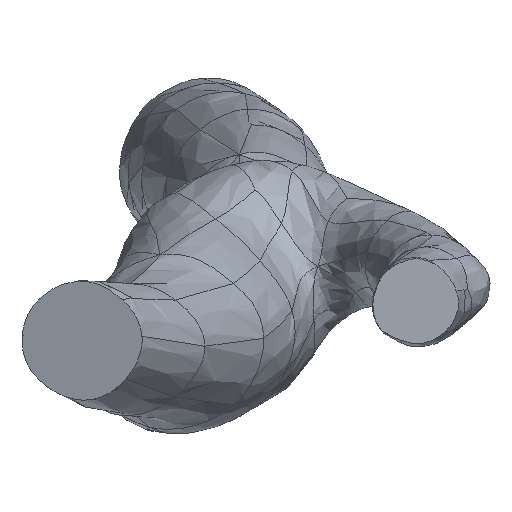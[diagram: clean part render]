
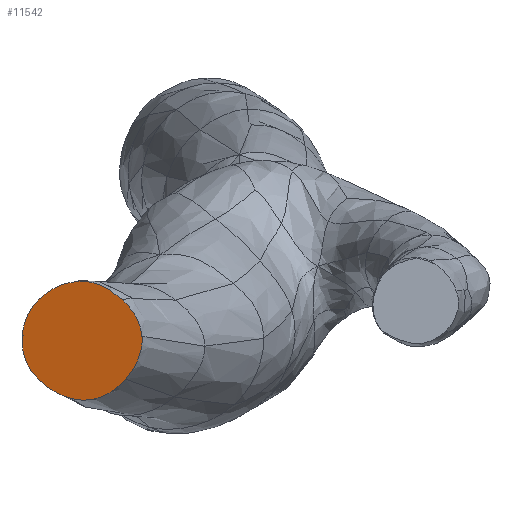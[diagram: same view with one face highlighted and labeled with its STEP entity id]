
A CAD part, top view. The second image highlights one B-rep face of the part: STEP entity #11542.
In plain terms, the highlighted planar face has unit normal (-0.316, 0, 0.949).
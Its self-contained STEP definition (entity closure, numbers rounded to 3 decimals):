
#49 = CARTESIAN_POINT ( 'NONE',  ( -1.5, 1.005, 22.712 ) ) ;
#457 = CARTESIAN_POINT ( 'NONE',  ( -4.306, 1.189, 21.777 ) ) ;
#631 = B_SPLINE_CURVE_WITH_KNOTS ( 'NONE', 3,
 ( #7341, #969, #1888, #8244, #2807, #9169, #3707, #10086, #4621, #10993 ),
 .UNSPECIFIED., .F., .F.,
 ( 4, 2, 2, 2, 4 ),
 ( 0., 0.001, 0.001, 0.002, 0.002 ),
 .UNSPECIFIED. ) ;
#698 = CARTESIAN_POINT ( 'NONE',  ( -0.84, -0.051, 22.932 ) ) ;
#717 = CARTESIAN_POINT ( 'NONE',  ( -4.257, -2.075, 21.793 ) ) ;
#737 = AXIS2_PLACEMENT_3D ( 'NONE', #2539, #8897, #3436 ) ;
#740 = CARTESIAN_POINT ( 'NONE',  ( -0.787, -0.448, 22.95 ) ) ;
#798 = B_SPLINE_CURVE_WITH_KNOTS ( 'NONE', 3,
 ( #10699, #6170, #698, #7074, #1631, #7985, #2540, #8898 ),
 .UNSPECIFIED., .F., .F.,
 ( 4, 2, 2, 4 ),
 ( 0., 0., 0.001, 0.002 ),
 .UNSPECIFIED. ) ;
#891 = EDGE_CURVE ( 'NONE', #3406, #6547, #5653, .T. ) ;
#959 = CARTESIAN_POINT ( 'NONE',  ( -1.749, 1.213, 22.629 ) ) ;
#969 = CARTESIAN_POINT ( 'NONE',  ( -3.187, -2.576, 22.15 ) ) ;
#1385 = CARTESIAN_POINT ( 'NONE',  ( -4.573, 0.948, 21.688 ) ) ;
#1631 = CARTESIAN_POINT ( 'NONE',  ( -0.967, 0.309, 22.89 ) ) ;
#1647 = CARTESIAN_POINT ( 'NONE',  ( -3.838, -2.351, 21.933 ) ) ;
#1881 = CARTESIAN_POINT ( 'NONE',  ( -2.155, 1.472, 22.493 ) ) ;
#1888 = CARTESIAN_POINT ( 'NONE',  ( -3.003, -2.598, 22.211 ) ) ;
#1957 = VERTEX_POINT ( 'NONE', #10527 ) ;
#2301 = CARTESIAN_POINT ( 'NONE',  ( -4.795, 0.658, 21.613 ) ) ;
#2501 = ORIENTED_EDGE ( 'NONE', *, *, #8045, .T. ) ;
#2519 = CARTESIAN_POINT ( 'NONE',  ( -5.101, -0.535, 21.511 ) ) ;
#2539 = CARTESIAN_POINT ( 'NONE',  ( -8.557, -3.851, 20.359 ) ) ;
#2540 = CARTESIAN_POINT ( 'NONE',  ( -1.315, 0.836, 22.773 ) ) ;
#2557 = CARTESIAN_POINT ( 'NONE',  ( -3.364, -2.526, 22.091 ) ) ;
#2797 = CARTESIAN_POINT ( 'NONE',  ( -2.603, 1.637, 22.344 ) ) ;
#2807 = CARTESIAN_POINT ( 'NONE',  ( -2.46, -2.546, 22.392 ) ) ;
#3195 = CARTESIAN_POINT ( 'NONE',  ( -5.012, 0.217, 21.541 ) ) ;
#3406 = VERTEX_POINT ( 'NONE', #9930 ) ;
#3416 = CARTESIAN_POINT ( 'NONE',  ( -5.043, -0.926, 21.531 ) ) ;
#3436 = DIRECTION ( 'NONE',  ( -0.949, 0., -0.316 ) ) ;
#3697 = CARTESIAN_POINT ( 'NONE',  ( -3.073, 1.671, 22.187 ) ) ;
#3707 = CARTESIAN_POINT ( 'NONE',  ( -1.953, -2.335, 22.561 ) ) ;
#4108 = CARTESIAN_POINT ( 'NONE',  ( -5.091, -0.272, 21.515 ) ) ;
#4228 = EDGE_CURVE ( 'NONE', #6547, #5535, #798, .T. ) ;
#4325 = CARTESIAN_POINT ( 'NONE',  ( -4.911, -1.294, 21.575 ) ) ;
#4347 = CARTESIAN_POINT ( 'NONE',  ( -1.063, -1.39, 22.858 ) ) ;
#4606 = ORIENTED_EDGE ( 'NONE', *, *, #9991, .T. ) ;
#4621 = CARTESIAN_POINT ( 'NONE',  ( -1.522, -1.981, 22.705 ) ) ;
#4775 = CARTESIAN_POINT ( 'NONE',  ( -3.465, 1.616, 22.057 ) ) ;
#4848 = B_SPLINE_CURVE_WITH_KNOTS ( 'NONE', 3,
 ( #49, #5515, #959, #7333, #1881, #8236, #2797, #9161, #3697, #10076 ),
 .UNSPECIFIED., .F., .F.,
 ( 4, 2, 2, 2, 4 ),
 ( 0., 0.001, 0.001, 0.002, 0.002 ),
 .UNSPECIFIED. ) ;
#5001 = CARTESIAN_POINT ( 'NONE',  ( -3.689, 1.548, 21.982 ) ) ;
#5264 = CARTESIAN_POINT ( 'NONE',  ( -4.709, -1.627, 21.642 ) ) ;
#5286 = CARTESIAN_POINT ( 'NONE',  ( -0.886, -1.008, 22.916 ) ) ;
#5515 = CARTESIAN_POINT ( 'NONE',  ( -1.62, 1.115, 22.672 ) ) ;
#5535 = VERTEX_POINT ( 'NONE', #6537 ) ;
#5566 = ORIENTED_EDGE ( 'NONE', *, *, #10710, .T. ) ;
#5653 = B_SPLINE_CURVE_WITH_KNOTS ( 'NONE', 3,
 ( #8896, #7984, #9820, #4347, #10736, #5286, #11629, #6207, #740, #7110 ),
 .UNSPECIFIED., .F., .F.,
 ( 4, 2, 2, 2, 4 ),
 ( 0., 0., 0.001, 0.001, 0.002 ),
 .UNSPECIFIED. ) ;
#5931 = CARTESIAN_POINT ( 'NONE',  ( -4.111, 1.327, 21.841 ) ) ;
#5984 = CARTESIAN_POINT ( 'NONE',  ( -3.364, -2.526, 22.091 ) ) ;
#6040 = CARTESIAN_POINT ( 'NONE',  ( -0.8, -0.304, 22.945 ) ) ;
#6066 = CARTESIAN_POINT ( 'NONE',  ( -5.091, -0.272, 21.515 ) ) ;
#6170 = CARTESIAN_POINT ( 'NONE',  ( -0.814, -0.176, 22.94 ) ) ;
#6187 = CARTESIAN_POINT ( 'NONE',  ( -4.45, -1.911, 21.728 ) ) ;
#6207 = CARTESIAN_POINT ( 'NONE',  ( -0.792, -0.59, 22.948 ) ) ;
#6537 = CARTESIAN_POINT ( 'NONE',  ( -1.5, 1.005, 22.712 ) ) ;
#6547 = VERTEX_POINT ( 'NONE', #6040 ) ;
#6837 = CARTESIAN_POINT ( 'NONE',  ( -4.399, 1.114, 21.746 ) ) ;
#7057 = VERTEX_POINT ( 'NONE', #5984 ) ;
#7074 = CARTESIAN_POINT ( 'NONE',  ( -0.915, 0.191, 22.907 ) ) ;
#7093 = CARTESIAN_POINT ( 'NONE',  ( -4.155, -2.15, 21.827 ) ) ;
#7110 = CARTESIAN_POINT ( 'NONE',  ( -0.8, -0.304, 22.945 ) ) ;
#7333 = CARTESIAN_POINT ( 'NONE',  ( -2.016, 1.394, 22.54 ) ) ;
#7341 = CARTESIAN_POINT ( 'NONE',  ( -3.364, -2.526, 22.091 ) ) ;
#7433 = VERTEX_POINT ( 'NONE', #8298 ) ;
#7742 = CARTESIAN_POINT ( 'NONE',  ( -4.654, 0.856, 21.661 ) ) ;
#7984 = CARTESIAN_POINT ( 'NONE',  ( -1.307, -1.733, 22.776 ) ) ;
#7985 = CARTESIAN_POINT ( 'NONE',  ( -1.154, 0.639, 22.827 ) ) ;
#8001 = CARTESIAN_POINT ( 'NONE',  ( -3.606, -2.458, 22.01 ) ) ;
#8045 = EDGE_CURVE ( 'NONE', #5535, #1957, #4848, .T. ) ;
#8214 = FACE_OUTER_BOUND ( 'NONE', #11725, .T. ) ;
#8236 = CARTESIAN_POINT ( 'NONE',  ( -2.448, 1.592, 22.396 ) ) ;
#8244 = CARTESIAN_POINT ( 'NONE',  ( -2.64, -2.582, 22.332 ) ) ;
#8298 = CARTESIAN_POINT ( 'NONE',  ( -5.091, -0.272, 21.515 ) ) ;
#8337 = ORIENTED_EDGE ( 'NONE', *, *, #8403, .T. ) ;
#8403 = EDGE_CURVE ( 'NONE', #7433, #7057, #11539, .T. ) ;
#8655 = CARTESIAN_POINT ( 'NONE',  ( -4.856, 0.553, 21.593 ) ) ;
#8721 = B_SPLINE_CURVE_WITH_KNOTS ( 'NONE', 3,
 ( #11320, #4775, #5001, #11355, #5931, #457, #6837, #1385, #7742, #2301, #8655, #3195, #9591, #4108 ),
 .UNSPECIFIED., .F., .F.,
 ( 4, 2, 2, 2, 2, 2, 4 ),
 ( 0., 0.001, 0.001, 0.001, 0.002, 0.002, 0.003 ),
 .UNSPECIFIED. ) ;
#8875 = CARTESIAN_POINT ( 'NONE',  ( -5.071, -0.797, 21.521 ) ) ;
#8896 = CARTESIAN_POINT ( 'NONE',  ( -1.399, -1.838, 22.746 ) ) ;
#8897 = DIRECTION ( 'NONE',  ( 0.316, 0., -0.949 ) ) ;
#8898 = CARTESIAN_POINT ( 'NONE',  ( -1.5, 1.005, 22.712 ) ) ;
#8901 = ORIENTED_EDGE ( 'NONE', *, *, #891, .T. ) ;
#9161 = CARTESIAN_POINT ( 'NONE',  ( -2.916, 1.679, 22.24 ) ) ;
#9169 = CARTESIAN_POINT ( 'NONE',  ( -2.115, -2.421, 22.507 ) ) ;
#9591 = CARTESIAN_POINT ( 'NONE',  ( -5.068, -0.024, 21.522 ) ) ;
#9802 = CARTESIAN_POINT ( 'NONE',  ( -4.963, -1.174, 21.558 ) ) ;
#9820 = CARTESIAN_POINT ( 'NONE',  ( -1.218, -1.625, 22.806 ) ) ;
#9930 = CARTESIAN_POINT ( 'NONE',  ( -1.399, -1.838, 22.746 ) ) ;
#9991 = EDGE_CURVE ( 'NONE', #1957, #7433, #8721, .T. ) ;
#10076 = CARTESIAN_POINT ( 'NONE',  ( -3.231, 1.649, 22.135 ) ) ;
#10086 = CARTESIAN_POINT ( 'NONE',  ( -1.652, -2.114, 22.661 ) ) ;
#10527 = CARTESIAN_POINT ( 'NONE',  ( -3.231, 1.649, 22.135 ) ) ;
#10698 = PLANE ( 'NONE',  #737 ) ;
#10699 = CARTESIAN_POINT ( 'NONE',  ( -0.8, -0.304, 22.945 ) ) ;
#10710 = EDGE_CURVE ( 'NONE', #7057, #3406, #631, .T. ) ;
#10715 = CARTESIAN_POINT ( 'NONE',  ( -4.784, -1.522, 21.617 ) ) ;
#10736 = CARTESIAN_POINT ( 'NONE',  ( -0.996, -1.266, 22.88 ) ) ;
#10993 = CARTESIAN_POINT ( 'NONE',  ( -1.399, -1.838, 22.746 ) ) ;
#11320 = CARTESIAN_POINT ( 'NONE',  ( -3.231, 1.649, 22.135 ) ) ;
#11355 = CARTESIAN_POINT ( 'NONE',  ( -4.008, 1.389, 21.876 ) ) ;
#11531 = CARTESIAN_POINT ( 'NONE',  ( -5.103, -0.404, 21.511 ) ) ;
#11539 = B_SPLINE_CURVE_WITH_KNOTS ( 'NONE', 3,
 ( #6066, #11531, #2519, #8875, #3416, #9802, #4325, #10715, #5264, #11608, #6187, #717, #7093, #1647, #8001, #2557 ),
 .UNSPECIFIED., .F., .F.,
 ( 4, 2, 2, 2, 2, 2, 2, 4 ),
 ( 0., 0., 0.001, 0.001, 0.002, 0.002, 0.002, 0.003 ),
 .UNSPECIFIED. ) ;
#11542 = ADVANCED_FACE ( 'NONE', ( #8214 ), #10698, .F. ) ;
#11608 = CARTESIAN_POINT ( 'NONE',  ( -4.543, -1.821, 21.697 ) ) ;
#11629 = CARTESIAN_POINT ( 'NONE',  ( -0.843, -0.872, 22.931 ) ) ;
#11724 = ORIENTED_EDGE ( 'NONE', *, *, #4228, .T. ) ;
#11725 = EDGE_LOOP ( 'NONE', ( #8901, #11724, #2501, #4606, #8337, #5566 ) ) ;
